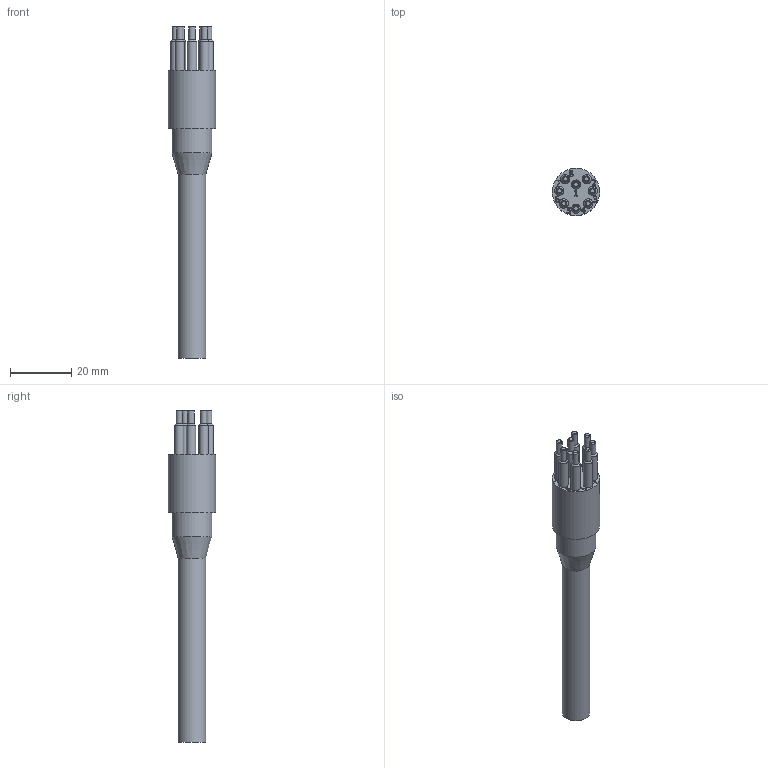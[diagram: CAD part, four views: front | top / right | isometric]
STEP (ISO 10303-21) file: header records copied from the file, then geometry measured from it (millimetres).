
FILE_DESCRIPTION(/* description */ (''),/* implementation_level */ '2;1');
FILE_NAME(/* name */ 'MCIL8M.stp',/* time_stamp */ '2014-11-26T09:12:02+01:00',/* author */ ('sh'),/* organization */ (''),/* preprocessor_version */ 'ST-DEVELOPER v15.2',/* originating_system */ 'Autodesk Inventor 2014',/* authorisation */ '');
FILE_SCHEMA (('AUTOMOTIVE_DESIGN { 1 0 10303 214 3 1 1 }'));
Length unit declared in the file: millimetre
Products named in the file (1): MCIL8M
Bounding box: 15.5 x 15.5 x 108.5 mm (x, y, z)
Volume: 9804 mm3; surface area: 4460.9 mm2
Topology: 1 solids, 1 shells, 197 faces, 498 edges, 324 vertices
Faces by surface type: bspline 82, plane 79, cylinder 19, cone 17
Full cylindrical faces by diameter (mm): 2 x8, 3 x8, 9 x1, 13 x1, 15.5 x1
Entity records: 6413 total; most frequent: CARTESIAN_POINT 2292, ORIENTED_EDGE 920, DIRECTION 574, EDGE_CURVE 460, VERTEX_POINT 322, EDGE_LOOP 254, LINE 250, VECTOR 250
